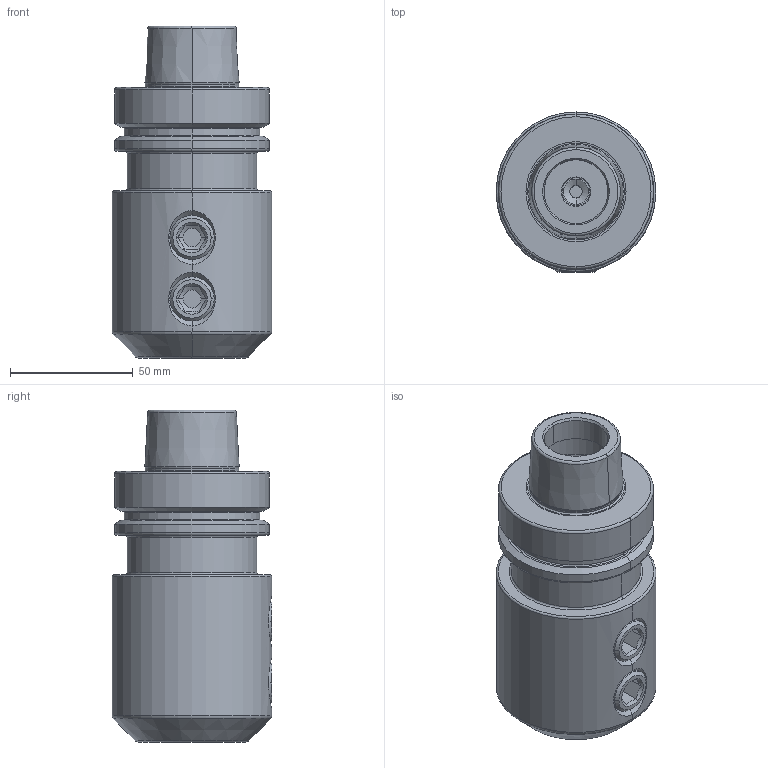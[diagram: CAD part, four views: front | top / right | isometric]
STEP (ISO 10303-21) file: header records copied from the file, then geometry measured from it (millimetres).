
FILE_DESCRIPTION((''),'2;1');
FILE_NAME('F63_04_25','2020-08-26T',('103090'),(''),'CREO PARAMETRIC BY PTC INC, 2016260','CREO PARAMETRIC BY PTC INC, 2016260','');
FILE_SCHEMA(('CONFIG_CONTROL_DESIGN'));
Length unit declared in the file: millimetre
Products named in the file (1): F63_04_25
Bounding box: 65 x 65 x 135 mm (x, y, z)
Volume: 289569 mm3; surface area: 43298.7 mm2
Topology: 1 solids, 1 shells, 131 faces, 280 edges, 162 vertices
Faces by surface type: cone 38, torus 32, cylinder 32, plane 29
Entity records: 3850 total; most frequent: CARTESIAN_POINT 916, DIRECTION 678, ORIENTED_EDGE 560, AXIS2_PLACEMENT_3D 296, EDGE_CURVE 280, VERTEX_POINT 162, CIRCLE 162, EDGE_LOOP 142
